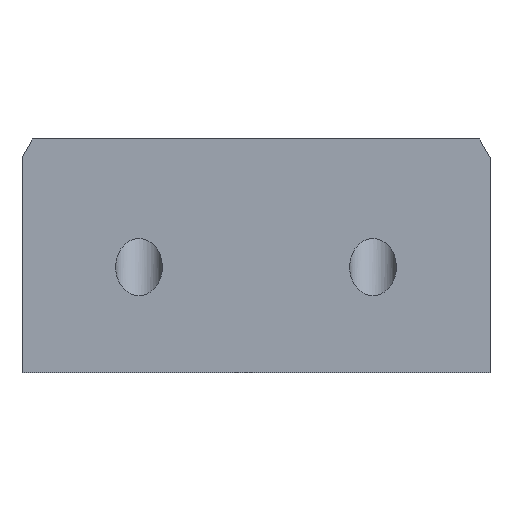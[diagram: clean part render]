
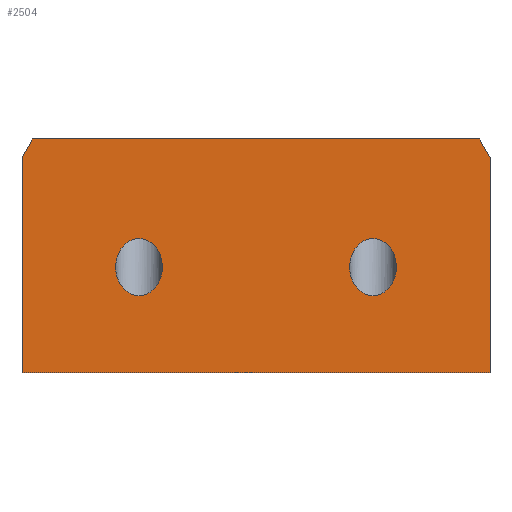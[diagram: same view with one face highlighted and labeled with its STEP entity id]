
A CAD part, front view. The second image highlights one B-rep face of the part: STEP entity #2504.
In plain terms, the highlighted planar face has unit normal (0, -1, 0).
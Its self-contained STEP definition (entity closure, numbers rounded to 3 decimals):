
#23=ELLIPSE('',#2635,2.442,2.);
#24=ELLIPSE('',#2639,2.442,2.);
#27=FACE_BOUND('',#323,.T.);
#28=FACE_BOUND('',#324,.T.);
#46=PLANE('',#2668);
#184=FACE_OUTER_BOUND('',#322,.T.);
#322=EDGE_LOOP('',(#2228,#2229,#2230,#2231,#2232,#2233));
#323=EDGE_LOOP('',(#2234));
#324=EDGE_LOOP('',(#2235));
#696=LINE('',#6763,#828);
#698=LINE('',#6767,#830);
#709=LINE('',#6788,#841);
#711=LINE('',#10972,#843);
#712=LINE('',#10975,#844);
#713=LINE('',#10976,#845);
#828=VECTOR('',#3028,10.);
#830=VECTOR('',#3032,10.);
#841=VECTOR('',#3051,10.);
#843=VECTOR('',#3095,10.);
#844=VECTOR('',#3098,10.);
#845=VECTOR('',#3099,10.);
#1070=VERTEX_POINT('',#6740);
#1072=VERTEX_POINT('',#6748);
#1076=VERTEX_POINT('',#6760);
#1077=VERTEX_POINT('',#6762);
#1078=VERTEX_POINT('',#6766);
#1084=VERTEX_POINT('',#6786);
#1101=VERTEX_POINT('',#10970);
#1102=VERTEX_POINT('',#10974);
#1420=EDGE_CURVE('',#1070,#1070,#23,.T.);
#1424=EDGE_CURVE('',#1072,#1072,#24,.T.);
#1430=EDGE_CURVE('',#1077,#1076,#696,.T.);
#1432=EDGE_CURVE('',#1078,#1077,#698,.T.);
#1443=EDGE_CURVE('',#1084,#1078,#709,.T.);
#1485=EDGE_CURVE('',#1101,#1076,#711,.T.);
#1486=EDGE_CURVE('',#1101,#1102,#712,.T.);
#1487=EDGE_CURVE('',#1102,#1084,#713,.T.);
#2228=ORIENTED_EDGE('',*,*,#1430,.T.);
#2229=ORIENTED_EDGE('',*,*,#1485,.F.);
#2230=ORIENTED_EDGE('',*,*,#1486,.T.);
#2231=ORIENTED_EDGE('',*,*,#1487,.T.);
#2232=ORIENTED_EDGE('',*,*,#1443,.T.);
#2233=ORIENTED_EDGE('',*,*,#1432,.T.);
#2234=ORIENTED_EDGE('',*,*,#1424,.F.);
#2235=ORIENTED_EDGE('',*,*,#1420,.F.);
#2504=ADVANCED_FACE('',(#184,#27,#28),#46,.F.);
#2635=AXIS2_PLACEMENT_3D('',#6742,#3007,#3008);
#2639=AXIS2_PLACEMENT_3D('',#6750,#3017,#3018);
#2668=AXIS2_PLACEMENT_3D('',#10973,#3096,#3097);
#3007=DIRECTION('center_axis',(0.,-1.,0.));
#3008=DIRECTION('ref_axis',(0.,0.,1.));
#3017=DIRECTION('center_axis',(0.,-1.,0.));
#3018=DIRECTION('ref_axis',(0.,0.,1.));
#3028=DIRECTION('',(-0.498,0.,-0.867));
#3032=DIRECTION('',(-1.,0.,0.));
#3051=DIRECTION('',(-0.498,0.,0.867));
#3095=DIRECTION('',(0.,0.,1.));
#3096=DIRECTION('center_axis',(0.,1.,0.));
#3097=DIRECTION('ref_axis',(-1.,0.,0.));
#3098=DIRECTION('',(1.,0.,0.));
#3099=DIRECTION('',(0.,0.,1.));
#6740=CARTESIAN_POINT('',(364.,-66.352,-317.452));
#6742=CARTESIAN_POINT('Origin',(362.,-66.352,-317.452));
#6748=CARTESIAN_POINT('',(384.,-66.352,-317.452));
#6750=CARTESIAN_POINT('Origin',(382.,-66.352,-317.452));
#6760=CARTESIAN_POINT('',(352.,-66.352,-308.076));
#6762=CARTESIAN_POINT('',(352.904,-66.352,-306.5));
#6763=CARTESIAN_POINT('',(351.042,-66.352,-309.747));
#6766=CARTESIAN_POINT('',(391.096,-66.352,-306.5));
#6767=CARTESIAN_POINT('',(392.,-66.352,-306.5));
#6786=CARTESIAN_POINT('',(392.,-66.352,-308.076));
#6788=CARTESIAN_POINT('',(401.698,-66.352,-324.985));
#10970=CARTESIAN_POINT('',(352.,-66.352,-326.5));
#10972=CARTESIAN_POINT('',(352.,-66.352,-326.5));
#10973=CARTESIAN_POINT('Origin',(392.,-66.352,-326.5));
#10974=CARTESIAN_POINT('',(392.,-66.352,-326.5));
#10975=CARTESIAN_POINT('',(352.,-66.352,-326.5));
#10976=CARTESIAN_POINT('',(392.,-66.352,-326.5));
